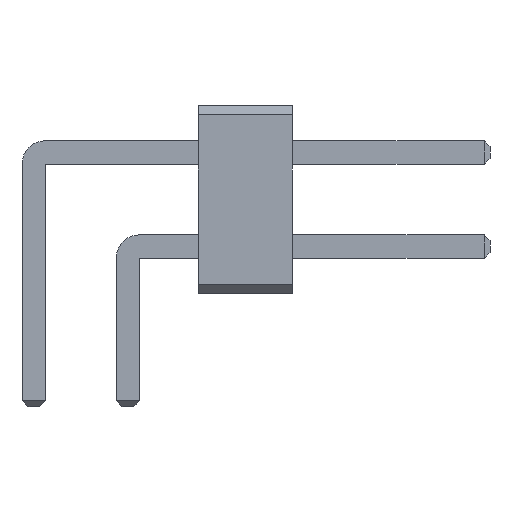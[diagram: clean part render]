
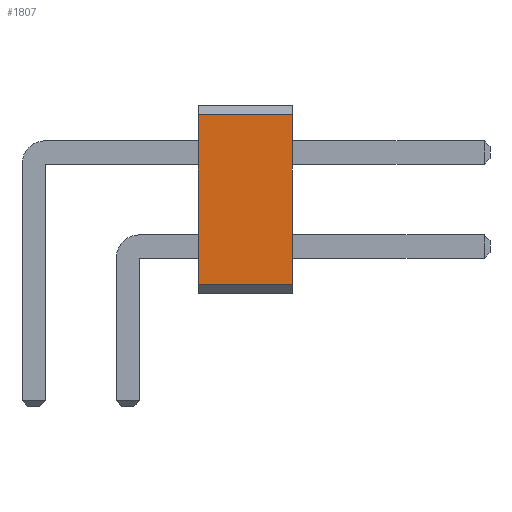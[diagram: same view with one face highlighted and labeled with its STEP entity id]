
A CAD part, front view. The second image highlights one B-rep face of the part: STEP entity #1807.
In plain terms, the highlighted planar face has unit normal (0, -1, 0).
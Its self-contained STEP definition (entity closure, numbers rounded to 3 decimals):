
#13=DIRECTION('',(0.,0.,1.));
#27=VECTOR('',#28,1.);
#28=DIRECTION('',(1.,0.,0.));
#57=DIRECTION('',(0.,-1.,0.));
#1794=VERTEX_POINT('',#1795);
#1795=CARTESIAN_POINT('',(5.5,-61.,0.2));
#1798=EDGE_CURVE('',#1799,#1794,#1801,.T.);
#1799=VERTEX_POINT('',#1800);
#1800=CARTESIAN_POINT('',(3.5,-61.,0.2));
#1801=LINE('',#1800,#27);
#1807=ADVANCED_FACE('',(#1808),#1825,.T.);
#1808=FACE_BOUND('',#1809,.T.);
#1809=EDGE_LOOP('',(#1810,#1811,#1817,#1822));
#1810=ORIENTED_EDGE('',*,*,#1798,.T.);
#1811=ORIENTED_EDGE('',*,*,#1812,.T.);
#1812=EDGE_CURVE('',#1794,#1813,#1815,.T.);
#1813=VERTEX_POINT('',#1814);
#1814=CARTESIAN_POINT('',(5.5,-61.,3.8));
#1815=LINE('',#1795,#1816);
#1816=VECTOR('',#13,1.);
#1817=ORIENTED_EDGE('',*,*,#1818,.F.);
#1818=EDGE_CURVE('',#1819,#1813,#1821,.T.);
#1819=VERTEX_POINT('',#1820);
#1820=CARTESIAN_POINT('',(3.5,-61.,3.8));
#1821=LINE('',#1820,#27);
#1822=ORIENTED_EDGE('',*,*,#1823,.F.);
#1823=EDGE_CURVE('',#1799,#1819,#1824,.T.);
#1824=LINE('',#1800,#1816);
#1825=PLANE('',#1826);
#1826=AXIS2_PLACEMENT_3D('',#1800,#57,#13);
